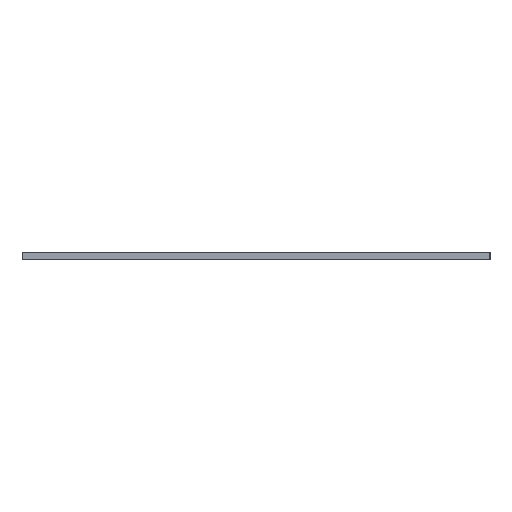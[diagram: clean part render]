
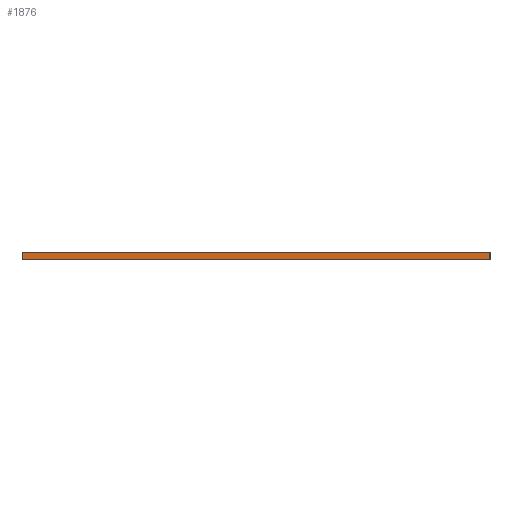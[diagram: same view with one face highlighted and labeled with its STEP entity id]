
A CAD part, left-side view. The second image highlights one B-rep face of the part: STEP entity #1876.
In plain terms, the highlighted planar face has unit normal (-1, 0, 0).
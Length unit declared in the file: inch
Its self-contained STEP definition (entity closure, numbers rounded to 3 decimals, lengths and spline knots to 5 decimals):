
#1876=ADVANCED_FACE('',(#2372),#8169,.T.);
#2372=FACE_OUTER_BOUND('',#2898,.T.);
#2898=EDGE_LOOP('',(#4841,#4842,#4843,#4844));
#4841=ORIENTED_EDGE('',*,*,#6339,.T.);
#4842=ORIENTED_EDGE('',*,*,#6332,.T.);
#4843=ORIENTED_EDGE('',*,*,#6340,.F.);
#4844=ORIENTED_EDGE('',*,*,#6337,.F.);
#6332=EDGE_CURVE('',#7762,#7765,#7028,.T.);
#6337=EDGE_CURVE('',#7768,#7769,#7033,.T.);
#6339=EDGE_CURVE('',#7768,#7762,#7035,.T.);
#6340=EDGE_CURVE('',#7769,#7765,#7036,.T.);
#7028=B_SPLINE_CURVE_WITH_KNOTS('',1,(#12982,#12983),.UNSPECIFIED.,.F.,
 .F.,(2,2),(0.,0.738),.UNSPECIFIED.);
#7033=B_SPLINE_CURVE_WITH_KNOTS('',1,(#12992,#12993),.UNSPECIFIED.,.F.,
 .F.,(2,2),(0.,0.738),.UNSPECIFIED.);
#7035=B_SPLINE_CURVE_WITH_KNOTS('',1,(#12996,#12997),.UNSPECIFIED.,.F.,
 .F.,(2,2),(95.4,143.4),.UNSPECIFIED.);
#7036=B_SPLINE_CURVE_WITH_KNOTS('',1,(#12998,#12999),.UNSPECIFIED.,.F.,
 .F.,(2,2),(95.4,143.4),.UNSPECIFIED.);
#7762=VERTEX_POINT('',#12960);
#7765=VERTEX_POINT('',#12963);
#7768=VERTEX_POINT('',#12966);
#7769=VERTEX_POINT('',#12967);
#8169=PLANE('',#8464);
#8464=AXIS2_PLACEMENT_3D('',#12953,#8740,$);
#8740=DIRECTION('',(-1.,0.,0.));
#12953=CARTESIAN_POINT('',(0.,48.,0.));
#12960=CARTESIAN_POINT('',(0.,0.,0.));
#12963=CARTESIAN_POINT('',(0.,0.,0.738));
#12966=CARTESIAN_POINT('',(0.,48.,0.));
#12967=CARTESIAN_POINT('',(0.,48.,0.738));
#12982=CARTESIAN_POINT('',(0.,0.,0.));
#12983=CARTESIAN_POINT('',(0.,0.,0.738));
#12992=CARTESIAN_POINT('',(0.,48.,0.));
#12993=CARTESIAN_POINT('',(0.,48.,0.738));
#12996=CARTESIAN_POINT('',(0.,48.,0.));
#12997=CARTESIAN_POINT('',(0.,0.,0.));
#12998=CARTESIAN_POINT('',(0.,48.,0.738));
#12999=CARTESIAN_POINT('',(0.,0.,0.738));
